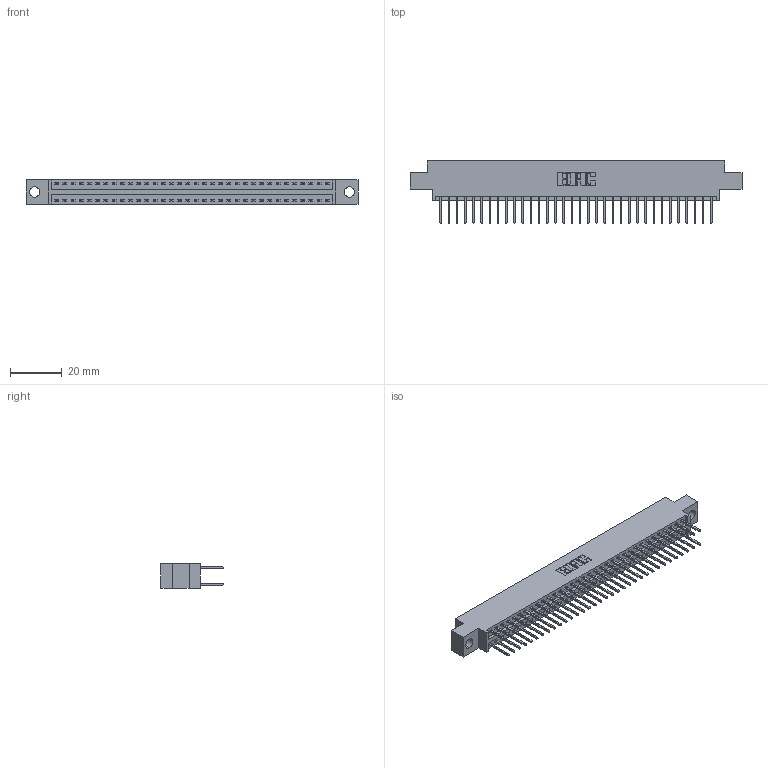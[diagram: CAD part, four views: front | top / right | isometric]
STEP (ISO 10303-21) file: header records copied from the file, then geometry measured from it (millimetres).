
FILE_DESCRIPTION (( 'STEP AP203' ), '1' );
FILE_NAME ('396-068-526-804.STEP', '2018-09-09T06:40:04', ( '' ), ( '' ), 'SwSTEP 2.0', 'SolidWorks 2016', '' );
FILE_SCHEMA (( 'CONFIG_CONTROL_DESIGN' ));
Length unit declared in the file: inch
Products named in the file (3): 346 Part_0.170 Offset - 0.156 Dia-TH; 345-292-001_345-293-126; 396-068-526-804
Assembly tree (69 placements, depth 2):
  396-068-526-804
    346 Part_0.170 Offset - 0.156 Dia-TH
    345-292-001_345-293-126  x68
Bounding box: 128.52 x 24.13 x 9.4 mm (x, y, z)
Volume: 12339.6 mm3; surface area: 17327.9 mm2
Topology: 69 solids, 69 shells, 3662 faces, 10881 edges, 7162 vertices
Faces by surface type: plane 2460, cylinder 1202
Entity records: 23419 total; most frequent: CARTESIAN_POINT 3872, ORIENTED_EDGE 3806, DIRECTION 3463, EDGE_CURVE 1903, LINE 1635, VECTOR 1635, VERTEX_POINT 1266, AXIS2_PLACEMENT_3D 914
